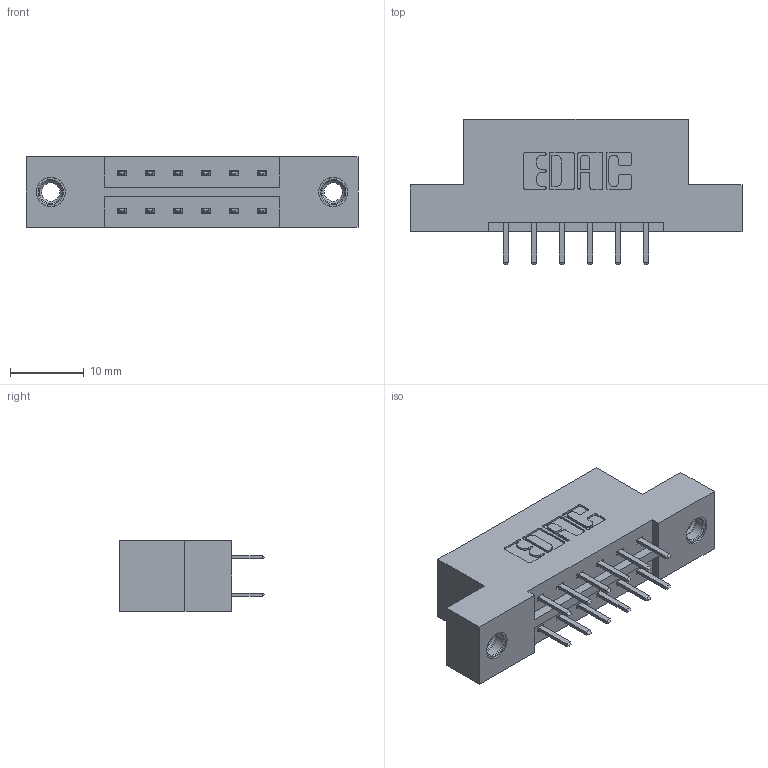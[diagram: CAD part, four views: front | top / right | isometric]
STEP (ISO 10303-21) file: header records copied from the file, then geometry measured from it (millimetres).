
FILE_DESCRIPTION (( 'STEP AP203' ), '1' );
FILE_NAME ('379-012-520-207.STEP', '2020-02-26T14:08:59', ( '' ), ( '' ), 'SwSTEP 2.0', 'SolidWorks 2016', '' );
FILE_SCHEMA (( 'CONFIG_CONTROL_DESIGN' ));
Length unit declared in the file: inch
Products named in the file (4): 345-292-001_345-293-120; 345-250-001_345-250-005-103; 379 Part_Flush - .156 Dia - TI; 379-012-520-207
Assembly tree (15 placements, depth 2):
  379-012-520-207
    379 Part_Flush - .156 Dia - TI
    345-292-001_345-293-120  x12
    345-250-001_345-250-005-103  x2
Bounding box: 45.09 x 19.68 x 9.53 mm (x, y, z)
Volume: 4328.9 mm3; surface area: 4551.4 mm2
Topology: 15 solids, 15 shells, 846 faces, 2403 edges, 1562 vertices
Faces by surface type: plane 558, cylinder 272, cone 12, torus 4
Entity records: 9816 total; most frequent: CARTESIAN_POINT 1665, ORIENTED_EDGE 1582, DIRECTION 1505, EDGE_CURVE 791, VECTOR 639, LINE 639, VERTEX_POINT 520, AXIS2_PLACEMENT_3D 433
